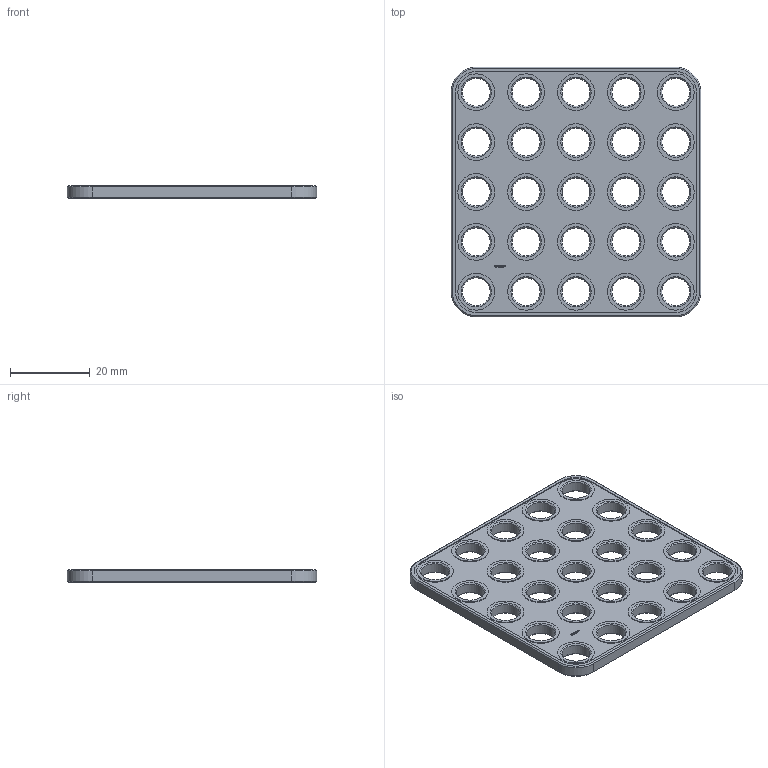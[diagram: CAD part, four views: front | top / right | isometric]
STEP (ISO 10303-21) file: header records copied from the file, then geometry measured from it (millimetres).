
FILE_DESCRIPTION(('FreeCAD Model'),'2;1');
FILE_NAME('Open CASCADE Shape Model','2024-01-31T15:14:38',(''),(''), 'Open CASCADE STEP processor 7.6','FreeCAD','Unknown');
FILE_SCHEMA(('AUTOMOTIVE_DESIGN { 1 0 10303 214 1 1 1 1 }'));
Length unit declared in the file: millimetre
Products named in the file (1): Plate SQR CRNR BU05x00.25 - SPN-PLT-0040 (stemfie.org)
Bounding box: 62.5 x 62.5 x 3.12 mm (x, y, z)
Volume: 8633 mm3; surface area: 8207.2 mm2
Topology: 1 solids, 1 shells, 599 faces, 1548 edges, 1010 vertices
Faces by surface type: plane 349, extrusion 134, cylinder 58, cone 58
Full cylindrical faces by diameter (mm): 7 x25, 9.2 x25
Entity records: 38962 total; most frequent: CARTESIAN_POINT 9600, DIRECTION 4620, VECTOR 3274, LINE 3140, ORIENTED_EDGE 3096, PCURVE 3096, DEFINITIONAL_REPRESENTATION 3096, EDGE_CURVE 1548
